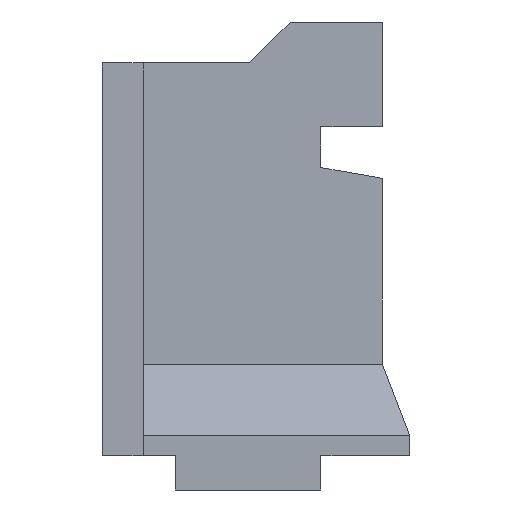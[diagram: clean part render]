
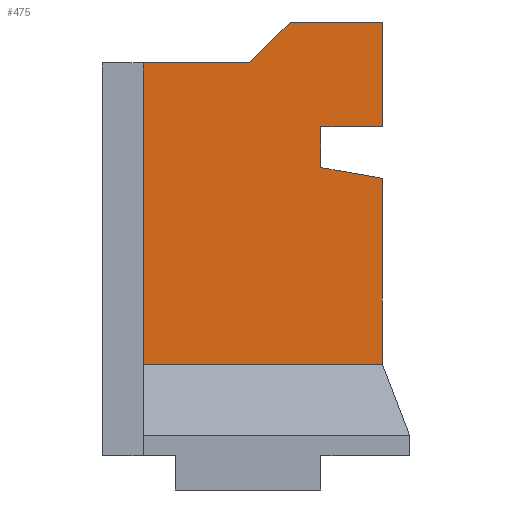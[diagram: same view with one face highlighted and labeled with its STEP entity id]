
A CAD part, left-side view. The second image highlights one B-rep face of the part: STEP entity #475.
In plain terms, the highlighted planar face has unit normal (-1, 0, 0).
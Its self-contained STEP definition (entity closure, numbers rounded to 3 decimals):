
#21 = VERTEX_POINT ( 'NONE', #1838 ) ;
#31 = EDGE_CURVE ( 'NONE', #32, #21, #1832, .T. ) ;
#32 = VERTEX_POINT ( 'NONE', #1828 ) ;
#384 = VERTEX_POINT ( 'NONE', #2500 ) ;
#386 = EDGE_CURVE ( 'NONE', #384, #399, #2499, .T. ) ;
#398 = EDGE_CURVE ( 'NONE', #399, #400, #2539, .T. ) ;
#399 = VERTEX_POINT ( 'NONE', #2535 ) ;
#400 = VERTEX_POINT ( 'NONE', #2534 ) ;
#432 = EDGE_CURVE ( 'NONE', #4572, #448, #2554, .T. ) ;
#439 = VERTEX_POINT ( 'NONE', #2540 ) ;
#441 = EDGE_CURVE ( 'NONE', #439, #4572, #2605, .T. ) ;
#448 = VERTEX_POINT ( 'NONE', #2591 ) ;
#450 = EDGE_CURVE ( 'NONE', #448, #384, #2590, .T. ) ;
#464 = ORIENTED_EDGE ( 'NONE', *, *, #485, .F. ) ;
#475 = ADVANCED_FACE ( 'NONE', ( #2621 ), #2620, .F. ) ;
#476 = ORIENTED_EDGE ( 'NONE', *, *, #31, .F. ) ;
#477 = ORIENTED_EDGE ( 'NONE', *, *, #478, .F. ) ;
#478 = EDGE_CURVE ( 'NONE', #479, #32, #2615, .T. ) ;
#479 = VERTEX_POINT ( 'NONE', #2611 ) ;
#480 = ORIENTED_EDGE ( 'NONE', *, *, #481, .T. ) ;
#481 = EDGE_CURVE ( 'NONE', #479, #400, #2610, .T. ) ;
#482 = ORIENTED_EDGE ( 'NONE', *, *, #398, .F. ) ;
#483 = ORIENTED_EDGE ( 'NONE', *, *, #386, .F. ) ;
#484 = ORIENTED_EDGE ( 'NONE', *, *, #450, .F. ) ;
#485 = EDGE_CURVE ( 'NONE', #21, #502, #2606, .T. ) ;
#497 = EDGE_LOOP ( 'NONE', ( #476, #477, #480, #482, #483, #484, #542, #543, #544, #464 ) ) ;
#502 = VERTEX_POINT ( 'NONE', #2652 ) ;
#504 = EDGE_CURVE ( 'NONE', #502, #439, #2651, .T. ) ;
#542 = ORIENTED_EDGE ( 'NONE', *, *, #432, .F. ) ;
#543 = ORIENTED_EDGE ( 'NONE', *, *, #441, .F. ) ;
#544 = ORIENTED_EDGE ( 'NONE', *, *, #504, .F. ) ;
#1828 = CARTESIAN_POINT ( 'NONE',  ( -14.55, 4.475, 2.825 ) ) ;
#1829 = DIRECTION ( 'NONE',  ( 0., -1., 0. ) ) ;
#1830 = VECTOR ( 'NONE', #1829, 1000. ) ;
#1831 = CARTESIAN_POINT ( 'NONE',  ( -14.55, 2.925, 2.825 ) ) ;
#1832 = LINE ( 'NONE', #1831, #1830 ) ;
#1838 = CARTESIAN_POINT ( 'NONE',  ( -14.55, 2.925, 2.825 ) ) ;
#2496 = DIRECTION ( 'NONE',  ( 0., -0.985, -0.174 ) ) ;
#2497 = VECTOR ( 'NONE', #2496, 1000. ) ;
#2498 = CARTESIAN_POINT ( 'NONE',  ( -14.55, 0.975, 1.136 ) ) ;
#2499 = LINE ( 'NONE', #2498, #2497 ) ;
#2500 = CARTESIAN_POINT ( 'NONE',  ( -14.55, 1.875, 1.295 ) ) ;
#2534 = CARTESIAN_POINT ( 'NONE',  ( -14.55, 0.975, -1.586 ) ) ;
#2535 = CARTESIAN_POINT ( 'NONE',  ( -14.55, 0.975, 1.136 ) ) ;
#2536 = DIRECTION ( 'NONE',  ( 0., 0., -1. ) ) ;
#2537 = VECTOR ( 'NONE', #2536, 1000. ) ;
#2538 = CARTESIAN_POINT ( 'NONE',  ( -14.55, 0.975, -0.138 ) ) ;
#2539 = LINE ( 'NONE', #2538, #2537 ) ;
#2540 = CARTESIAN_POINT ( 'NONE',  ( -14.55, 0.975, 3.425 ) ) ;
#2551 = DIRECTION ( 'NONE',  ( 0., 1., 0. ) ) ;
#2552 = VECTOR ( 'NONE', #2551, 1000. ) ;
#2553 = CARTESIAN_POINT ( 'NONE',  ( -14.55, 1.875, 1.895 ) ) ;
#2554 = LINE ( 'NONE', #2553, #2552 ) ;
#2587 = DIRECTION ( 'NONE',  ( 0., 0., -1. ) ) ;
#2588 = VECTOR ( 'NONE', #2587, 1000. ) ;
#2589 = CARTESIAN_POINT ( 'NONE',  ( -14.55, 1.875, 1.295 ) ) ;
#2590 = LINE ( 'NONE', #2589, #2588 ) ;
#2591 = CARTESIAN_POINT ( 'NONE',  ( -14.55, 1.875, 1.895 ) ) ;
#2602 = DIRECTION ( 'NONE',  ( 0., 0., -1. ) ) ;
#2603 = VECTOR ( 'NONE', #2602, 1000. ) ;
#2604 = CARTESIAN_POINT ( 'NONE',  ( -14.55, 0.975, 1.895 ) ) ;
#2605 = LINE ( 'NONE', #2604, #2603 ) ;
#2606 = LINE ( 'NONE', #2670, #2669 ) ;
#2607 = DIRECTION ( 'NONE',  ( 0., -1., 0. ) ) ;
#2608 = VECTOR ( 'NONE', #2607, 1000. ) ;
#2609 = CARTESIAN_POINT ( 'NONE',  ( -14.55, 5.075, -1.586 ) ) ;
#2610 = LINE ( 'NONE', #2609, #2608 ) ;
#2611 = CARTESIAN_POINT ( 'NONE',  ( -14.55, 4.475, -1.586 ) ) ;
#2612 = DIRECTION ( 'NONE',  ( 0., 0., 1. ) ) ;
#2613 = VECTOR ( 'NONE', #2612, 1000. ) ;
#2614 = CARTESIAN_POINT ( 'NONE',  ( -14.55, 4.475, -1.586 ) ) ;
#2615 = LINE ( 'NONE', #2614, #2613 ) ;
#2616 = DIRECTION ( 'NONE',  ( 0., 0., -1. ) ) ;
#2617 = DIRECTION ( 'NONE',  ( 1., 0., 0. ) ) ;
#2618 = CARTESIAN_POINT ( 'NONE',  ( -14.55, 5.075, -1.586 ) ) ;
#2619 = AXIS2_PLACEMENT_3D ( 'NONE', #2618, #2617, #2616 ) ;
#2620 = PLANE ( 'NONE',  #2619 ) ;
#2621 = FACE_OUTER_BOUND ( 'NONE', #497, .T. ) ;
#2648 = DIRECTION ( 'NONE',  ( 0., -1., 0. ) ) ;
#2649 = VECTOR ( 'NONE', #2648, 1000. ) ;
#2650 = CARTESIAN_POINT ( 'NONE',  ( -14.55, 5.075, 3.425 ) ) ;
#2651 = LINE ( 'NONE', #2650, #2649 ) ;
#2652 = CARTESIAN_POINT ( 'NONE',  ( -14.55, 2.325, 3.425 ) ) ;
#2668 = DIRECTION ( 'NONE',  ( 0., -0.707, 0.707 ) ) ;
#2669 = VECTOR ( 'NONE', #2668, 1000. ) ;
#2670 = CARTESIAN_POINT ( 'NONE',  ( -14.55, 2.325, 3.425 ) ) ;
#4572 = VERTEX_POINT ( 'NONE', #4681 ) ;
#4681 = CARTESIAN_POINT ( 'NONE',  ( -14.55, 0.975, 1.895 ) ) ;
